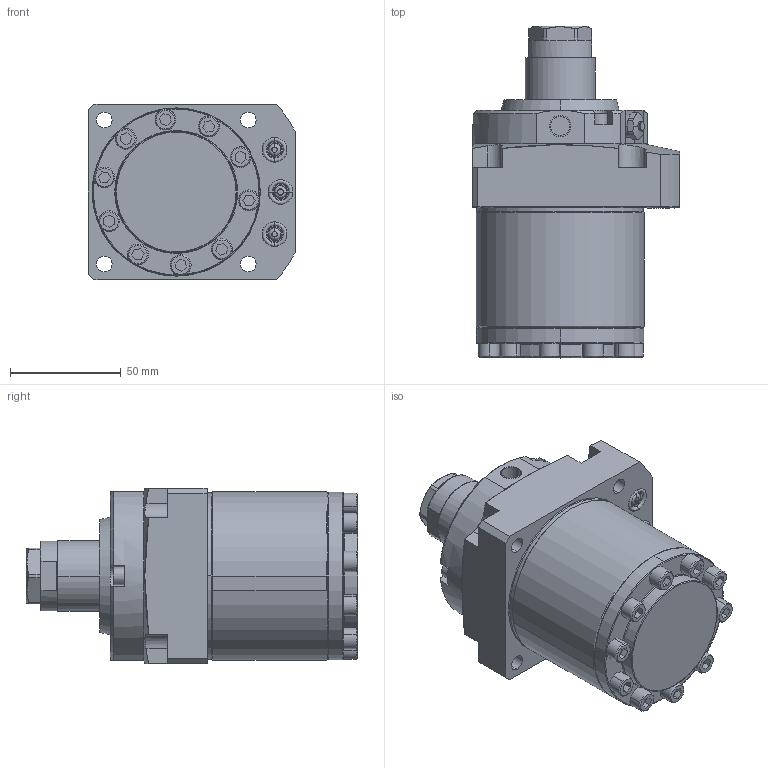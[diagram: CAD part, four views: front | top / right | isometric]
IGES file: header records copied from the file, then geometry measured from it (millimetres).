
Start section:  PTC IGES file: ilc10021201.igs
Global section: file name: ilc10021201.igs; native system: Pro/ENGINEER by Parametric Technology Corporation; preprocessor: 2007460; author: avl; organization: Unknown; date: 20101118.132652; units: inch
Bounding box: 93.68 x 149.99 x 79.38 mm (x, y, z)
Surface area: 56301.1 mm2 (no closed solid volume)
Topology: 0 solids, 0 shells, 443 faces, 2154 edges, 2154 vertices
Faces by surface type: bspline 231, revolution 212
